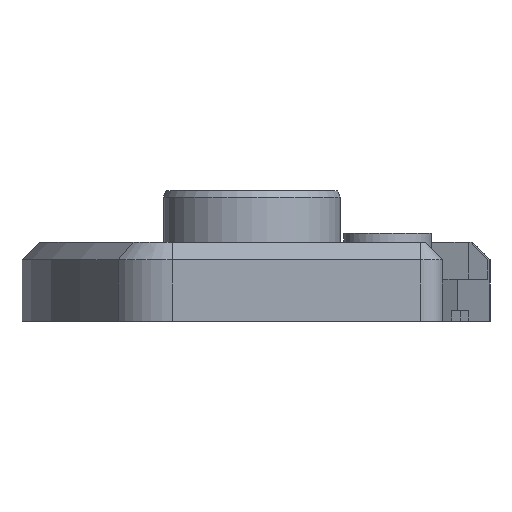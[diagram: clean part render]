
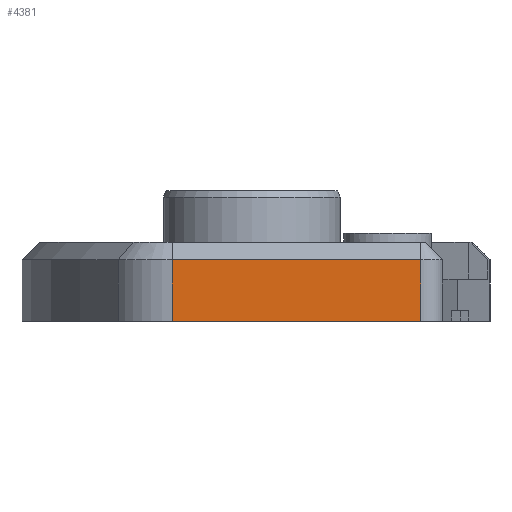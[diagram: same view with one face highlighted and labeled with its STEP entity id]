
A CAD part, left-side view. The second image highlights one B-rep face of the part: STEP entity #4381.
In plain terms, the highlighted planar face has unit normal (-1, 0, 0).
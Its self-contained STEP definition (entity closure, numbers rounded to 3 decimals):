
#177=PLANE('',#4733);
#403=FACE_OUTER_BOUND('',#678,.T.);
#678=EDGE_LOOP('',(#3658,#3659,#3660,#3661));
#1025=LINE('',#6644,#1532);
#1086=LINE('',#6825,#1593);
#1102=LINE('',#6911,#1609);
#1103=LINE('',#6913,#1610);
#1532=VECTOR('',#5346,10.);
#1593=VECTOR('',#5529,10.);
#1609=VECTOR('',#5583,10.);
#1610=VECTOR('',#5586,10.);
#2184=VERTEX_POINT('',#6641);
#2185=VERTEX_POINT('',#6643);
#2230=VERTEX_POINT('',#6807);
#2232=VERTEX_POINT('',#6820);
#2643=EDGE_CURVE('',#2184,#2185,#1025,.T.);
#2729=EDGE_CURVE('',#2232,#2230,#1086,.T.);
#2756=EDGE_CURVE('',#2184,#2230,#1102,.T.);
#2757=EDGE_CURVE('',#2185,#2232,#1103,.T.);
#3658=ORIENTED_EDGE('',*,*,#2756,.T.);
#3659=ORIENTED_EDGE('',*,*,#2729,.F.);
#3660=ORIENTED_EDGE('',*,*,#2757,.F.);
#3661=ORIENTED_EDGE('',*,*,#2643,.F.);
#4381=ADVANCED_FACE('',(#403),#177,.T.);
#4733=AXIS2_PLACEMENT_3D('',#6912,#5584,#5585);
#5346=DIRECTION('',(0.,1.,0.));
#5529=DIRECTION('',(0.,-1.,0.));
#5583=DIRECTION('',(0.,0.,1.));
#5584=DIRECTION('center_axis',(-1.,0.,0.));
#5585=DIRECTION('ref_axis',(0.,-1.,0.));
#5586=DIRECTION('',(0.,0.,1.));
#6641=CARTESIAN_POINT('',(-224.877,-30.373,-8.));
#6643=CARTESIAN_POINT('',(-224.873,26.167,-8.));
#6644=CARTESIAN_POINT('',(-224.877,-30.373,-8.));
#6807=CARTESIAN_POINT('',(-224.877,-30.373,6.));
#6820=CARTESIAN_POINT('',(-224.873,26.167,6.));
#6825=CARTESIAN_POINT('',(-224.874,16.647,6.));
#6911=CARTESIAN_POINT('',(-224.877,-30.373,0.));
#6912=CARTESIAN_POINT('Origin',(-224.873,26.167,0.));
#6913=CARTESIAN_POINT('',(-224.873,26.167,0.));
